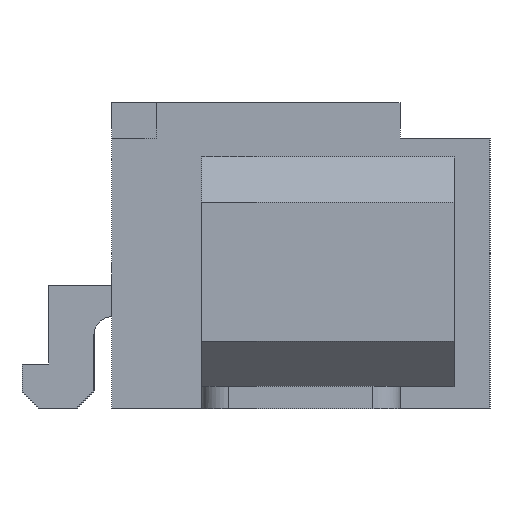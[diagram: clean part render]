
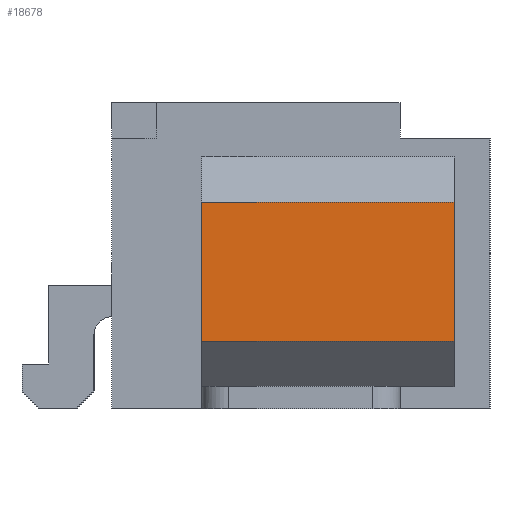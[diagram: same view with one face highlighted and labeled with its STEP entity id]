
A CAD part, left-side view. The second image highlights one B-rep face of the part: STEP entity #18678.
In plain terms, the highlighted planar face has unit normal (-1, 0, 0).
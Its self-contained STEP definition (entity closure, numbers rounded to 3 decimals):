
#7833 = PLANE('',#7834);
#7834 = AXIS2_PLACEMENT_3D('',#7835,#7836,#7837);
#7835 = CARTESIAN_POINT('',(-5.25,-0.35,0.25));
#7836 = DIRECTION('',(0.,-1.,0.));
#7837 = DIRECTION('',(0.,0.,-1.));
#8055 = PLANE('',#8056);
#8056 = AXIS2_PLACEMENT_3D('',#8057,#8058,#8059);
#8057 = CARTESIAN_POINT('',(-5.25,-3.15,0.25));
#8058 = DIRECTION('',(0.,-1.,0.));
#8059 = DIRECTION('',(0.,0.,-1.));
#14788 = PLANE('',#14789);
#14789 = AXIS2_PLACEMENT_3D('',#14790,#14791,#14792);
#14790 = CARTESIAN_POINT('',(-7.,-0.35,2.3));
#14791 = DIRECTION('',(0.,0.,1.));
#14792 = DIRECTION('',(1.,0.,0.));
#14872 = VERTEX_POINT('',#14873);
#14873 = CARTESIAN_POINT('',(-7.,-3.15,2.3));
#14894 = EDGE_CURVE('',#14895,#14872,#14897,.T.);
#14895 = VERTEX_POINT('',#14896);
#14896 = CARTESIAN_POINT('',(-7.,-3.15,0.75));
#14897 = SURFACE_CURVE('',#14898,(#14902,#14909),.PCURVE_S1.);
#14898 = LINE('',#14899,#14900);
#14899 = CARTESIAN_POINT('',(-7.,-3.15,0.75));
#14900 = VECTOR('',#14901,1.);
#14901 = DIRECTION('',(0.,0.,1.));
#14902 = PCURVE('',#8055,#14903);
#14903 = DEFINITIONAL_REPRESENTATION('',(#14904),#14908);
#14904 = LINE('',#14905,#14906);
#14905 = CARTESIAN_POINT('',(-0.5,-1.75));
#14906 = VECTOR('',#14907,1.);
#14907 = DIRECTION('',(-1.,0.));
#14908 = ( GEOMETRIC_REPRESENTATION_CONTEXT(2)
PARAMETRIC_REPRESENTATION_CONTEXT() REPRESENTATION_CONTEXT('2D SPACE',''
) );
#14909 = PCURVE('',#14910,#14915);
#14910 = PLANE('',#14911);
#14911 = AXIS2_PLACEMENT_3D('',#14912,#14913,#14914);
#14912 = CARTESIAN_POINT('',(-7.,-0.35,0.75));
#14913 = DIRECTION('',(-1.,0.,0.));
#14914 = DIRECTION('',(0.,0.,1.));
#14915 = DEFINITIONAL_REPRESENTATION('',(#14916),#14920);
#14916 = LINE('',#14917,#14918);
#14917 = CARTESIAN_POINT('',(0.,-2.8));
#14918 = VECTOR('',#14919,1.);
#14919 = DIRECTION('',(1.,0.));
#14920 = ( GEOMETRIC_REPRESENTATION_CONTEXT(2)
PARAMETRIC_REPRESENTATION_CONTEXT() REPRESENTATION_CONTEXT('2D SPACE',''
) );
#14936 = PLANE('',#14937);
#14937 = AXIS2_PLACEMENT_3D('',#14938,#14939,#14940);
#14938 = CARTESIAN_POINT('',(-6.5,-0.35,0.25));
#14939 = DIRECTION('',(-0.707,0.,-0.707));
#14940 = DIRECTION('',(-0.707,0.,0.707));
#15664 = VERTEX_POINT('',#15665);
#15665 = CARTESIAN_POINT('',(-7.,-0.35,2.3));
#15686 = EDGE_CURVE('',#15687,#15664,#15689,.T.);
#15687 = VERTEX_POINT('',#15688);
#15688 = CARTESIAN_POINT('',(-7.,-0.35,0.75));
#15689 = SURFACE_CURVE('',#15690,(#15694,#15701),.PCURVE_S1.);
#15690 = LINE('',#15691,#15692);
#15691 = CARTESIAN_POINT('',(-7.,-0.35,0.75));
#15692 = VECTOR('',#15693,1.);
#15693 = DIRECTION('',(0.,0.,1.));
#15694 = PCURVE('',#7833,#15695);
#15695 = DEFINITIONAL_REPRESENTATION('',(#15696),#15700);
#15696 = LINE('',#15697,#15698);
#15697 = CARTESIAN_POINT('',(-0.5,-1.75));
#15698 = VECTOR('',#15699,1.);
#15699 = DIRECTION('',(-1.,0.));
#15700 = ( GEOMETRIC_REPRESENTATION_CONTEXT(2)
PARAMETRIC_REPRESENTATION_CONTEXT() REPRESENTATION_CONTEXT('2D SPACE',''
) );
#15701 = PCURVE('',#14910,#15702);
#15702 = DEFINITIONAL_REPRESENTATION('',(#15703),#15707);
#15703 = LINE('',#15704,#15705);
#15704 = CARTESIAN_POINT('',(0.,0.));
#15705 = VECTOR('',#15706,1.);
#15706 = DIRECTION('',(1.,0.));
#15707 = ( GEOMETRIC_REPRESENTATION_CONTEXT(2)
PARAMETRIC_REPRESENTATION_CONTEXT() REPRESENTATION_CONTEXT('2D SPACE',''
) );
#18579 = EDGE_CURVE('',#15664,#14872,#18580,.T.);
#18580 = SURFACE_CURVE('',#18581,(#18585,#18592),.PCURVE_S1.);
#18581 = LINE('',#18582,#18583);
#18582 = CARTESIAN_POINT('',(-7.,-0.35,2.3));
#18583 = VECTOR('',#18584,1.);
#18584 = DIRECTION('',(0.,-1.,0.));
#18585 = PCURVE('',#14788,#18586);
#18586 = DEFINITIONAL_REPRESENTATION('',(#18587),#18591);
#18587 = LINE('',#18588,#18589);
#18588 = CARTESIAN_POINT('',(0.,0.));
#18589 = VECTOR('',#18590,1.);
#18590 = DIRECTION('',(0.,-1.));
#18591 = ( GEOMETRIC_REPRESENTATION_CONTEXT(2)
PARAMETRIC_REPRESENTATION_CONTEXT() REPRESENTATION_CONTEXT('2D SPACE',''
) );
#18592 = PCURVE('',#14910,#18593);
#18593 = DEFINITIONAL_REPRESENTATION('',(#18594),#18598);
#18594 = LINE('',#18595,#18596);
#18595 = CARTESIAN_POINT('',(1.55,0.));
#18596 = VECTOR('',#18597,1.);
#18597 = DIRECTION('',(0.,-1.));
#18598 = ( GEOMETRIC_REPRESENTATION_CONTEXT(2)
PARAMETRIC_REPRESENTATION_CONTEXT() REPRESENTATION_CONTEXT('2D SPACE',''
) );
#18657 = EDGE_CURVE('',#15687,#14895,#18658,.T.);
#18658 = SURFACE_CURVE('',#18659,(#18663,#18670),.PCURVE_S1.);
#18659 = LINE('',#18660,#18661);
#18660 = CARTESIAN_POINT('',(-7.,-0.35,0.75));
#18661 = VECTOR('',#18662,1.);
#18662 = DIRECTION('',(0.,-1.,0.));
#18663 = PCURVE('',#14936,#18664);
#18664 = DEFINITIONAL_REPRESENTATION('',(#18665),#18669);
#18665 = LINE('',#18666,#18667);
#18666 = CARTESIAN_POINT('',(0.707,0.));
#18667 = VECTOR('',#18668,1.);
#18668 = DIRECTION('',(0.,-1.));
#18669 = ( GEOMETRIC_REPRESENTATION_CONTEXT(2)
PARAMETRIC_REPRESENTATION_CONTEXT() REPRESENTATION_CONTEXT('2D SPACE',''
) );
#18670 = PCURVE('',#14910,#18671);
#18671 = DEFINITIONAL_REPRESENTATION('',(#18672),#18676);
#18672 = LINE('',#18673,#18674);
#18673 = CARTESIAN_POINT('',(0.,0.));
#18674 = VECTOR('',#18675,1.);
#18675 = DIRECTION('',(0.,-1.));
#18676 = ( GEOMETRIC_REPRESENTATION_CONTEXT(2)
PARAMETRIC_REPRESENTATION_CONTEXT() REPRESENTATION_CONTEXT('2D SPACE',''
) );
#18678 = ADVANCED_FACE('',(#18679),#14910,.T.);
#18679 = FACE_BOUND('',#18680,.T.);
#18680 = EDGE_LOOP('',(#18681,#18682,#18683,#18684));
#18681 = ORIENTED_EDGE('',*,*,#18657,.T.);
#18682 = ORIENTED_EDGE('',*,*,#14894,.T.);
#18683 = ORIENTED_EDGE('',*,*,#18579,.F.);
#18684 = ORIENTED_EDGE('',*,*,#15686,.F.);
